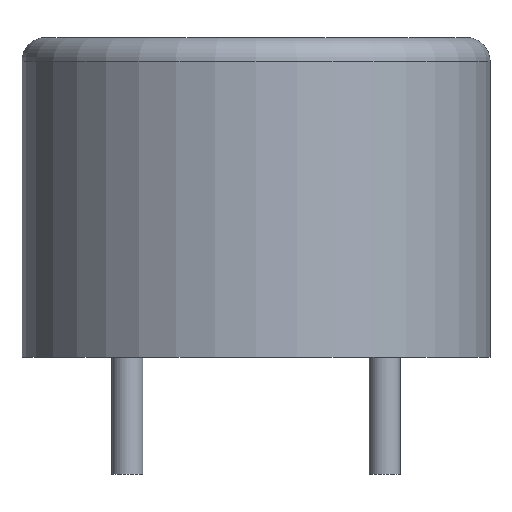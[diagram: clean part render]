
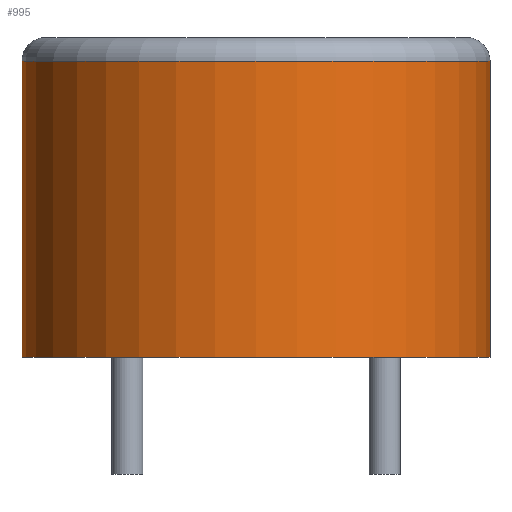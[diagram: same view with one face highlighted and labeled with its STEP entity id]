
A CAD part, front view. The second image highlights one B-rep face of the part: STEP entity #995.
In plain terms, the highlighted cylindrical face has radius 6 mm (diameter 12 mm), a partial arc.
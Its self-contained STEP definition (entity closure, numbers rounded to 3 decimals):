
#4 = ORIENTED_EDGE ( 'NONE', *, *, #1211, .T. ) ;
#34 = DIRECTION ( 'NONE',  ( 0., 0., -1. ) ) ;
#129 = AXIS2_PLACEMENT_3D ( 'NONE', #764, #873, #236 ) ;
#199 = VERTEX_POINT ( 'NONE', #938 ) ;
#201 = CIRCLE ( 'NONE', #129, 6. ) ;
#236 = DIRECTION ( 'NONE',  ( 1., 0., 0. ) ) ;
#247 = CARTESIAN_POINT ( 'NONE',  ( 0., 0., 8.2 ) ) ;
#355 = CIRCLE ( 'NONE', #1253, 6. ) ;
#363 = ORIENTED_EDGE ( 'NONE', *, *, #1361, .F. ) ;
#409 = LINE ( 'NONE', #653, #1079 ) ;
#410 = CARTESIAN_POINT ( 'NONE',  ( -6., 0., 7.6 ) ) ;
#443 = AXIS2_PLACEMENT_3D ( 'NONE', #247, #34, #1103 ) ;
#457 = VECTOR ( 'NONE', #803, 1000. ) ;
#521 = ORIENTED_EDGE ( 'NONE', *, *, #1251, .T. ) ;
#546 = VERTEX_POINT ( 'NONE', #1165 ) ;
#560 = CYLINDRICAL_SURFACE ( 'NONE', #443, 6. ) ;
#628 = CARTESIAN_POINT ( 'NONE',  ( 6., 0., 8.2 ) ) ;
#653 = CARTESIAN_POINT ( 'NONE',  ( -6., 0., 8.2 ) ) ;
#665 = VERTEX_POINT ( 'NONE', #410 ) ;
#750 = DIRECTION ( 'NONE',  ( 0., 0., -1. ) ) ;
#764 = CARTESIAN_POINT ( 'NONE',  ( 0., 0., 0. ) ) ;
#803 = DIRECTION ( 'NONE',  ( 0., 0., -1. ) ) ;
#872 = VERTEX_POINT ( 'NONE', #960 ) ;
#873 = DIRECTION ( 'NONE',  ( 0., 0., 1. ) ) ;
#880 = DIRECTION ( 'NONE',  ( 0., 0., -1. ) ) ;
#901 = EDGE_CURVE ( 'NONE', #872, #199, #201, .T. ) ;
#912 = EDGE_LOOP ( 'NONE', ( #363, #4, #521, #1085 ) ) ;
#924 = CARTESIAN_POINT ( 'NONE',  ( 0., 0., 7.6 ) ) ;
#938 = CARTESIAN_POINT ( 'NONE',  ( 6., 0., 0. ) ) ;
#960 = CARTESIAN_POINT ( 'NONE',  ( -6., 0., 0. ) ) ;
#995 = ADVANCED_FACE ( 'NONE', ( #1070 ), #560, .T. ) ;
#1070 = FACE_OUTER_BOUND ( 'NONE', #912, .T. ) ;
#1079 = VECTOR ( 'NONE', #750, 1000. ) ;
#1085 = ORIENTED_EDGE ( 'NONE', *, *, #901, .T. ) ;
#1103 = DIRECTION ( 'NONE',  ( -1., 0., 0. ) ) ;
#1165 = CARTESIAN_POINT ( 'NONE',  ( 6., 0., 7.6 ) ) ;
#1211 = EDGE_CURVE ( 'NONE', #546, #665, #355, .T. ) ;
#1227 = DIRECTION ( 'NONE',  ( 1., 0., 0. ) ) ;
#1251 = EDGE_CURVE ( 'NONE', #665, #872, #409, .T. ) ;
#1253 = AXIS2_PLACEMENT_3D ( 'NONE', #924, #880, #1227 ) ;
#1257 = LINE ( 'NONE', #628, #457 ) ;
#1361 = EDGE_CURVE ( 'NONE', #546, #199, #1257, .T. ) ;
